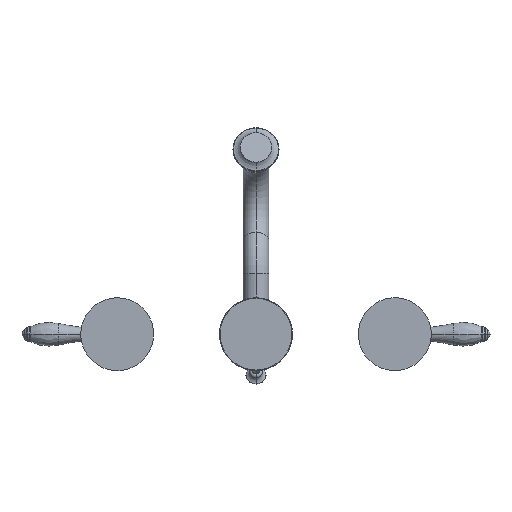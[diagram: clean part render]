
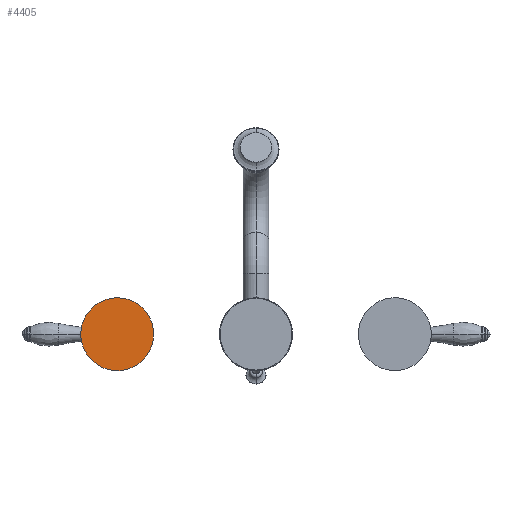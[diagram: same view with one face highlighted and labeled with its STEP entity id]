
A CAD part, front view. The second image highlights one B-rep face of the part: STEP entity #4405.
In plain terms, the highlighted planar face has unit normal (0, -1, 0).
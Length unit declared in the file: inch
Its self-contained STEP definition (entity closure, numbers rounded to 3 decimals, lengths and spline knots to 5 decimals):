
#3364=CARTESIAN_POINT('',(-4.,0.,0.));
#3365=DIRECTION('',(0.,-1.,0.));
#3366=DIRECTION('',(0.976,0.,-0.218));
#3367=AXIS2_PLACEMENT_3D('',#3364,#3365,#3366);
#3379=CARTESIAN_POINT('',(-4.,0.,0.));
#3380=DIRECTION('',(0.,1.,0.));
#3381=DIRECTION('',(0.976,0.,-0.218));
#3382=AXIS2_PLACEMENT_3D('',#3379,#3380,#3381);
#3576=CARTESIAN_POINT('',(-2.97529,0.,-0.22905));
#3577=CARTESIAN_POINT('',(-2.99233,0.,-0.29512));
#3578=VERTEX_POINT('',#3576);
#3579=VERTEX_POINT('',#3577);
#4395=CARTESIAN_POINT('',(-4.,0.,0.));
#4396=DIRECTION('',(0.,1.,0.));
#4397=DIRECTION('',(1.,0.,0.));
#4398=AXIS2_PLACEMENT_3D('',#4395,#4396,#4397);
#4399=PLANE('',#4398);
#4400=ORIENTED_EDGE('',*,*,#4381,.F.);
#4402=ORIENTED_EDGE('',*,*,#4401,.T.);
#4403=EDGE_LOOP('',(#4400,#4402));
#4404=FACE_OUTER_BOUND('',#4403,.F.);
#4405=ADVANCED_FACE('',(#4404),#4399,.F.);
#3368=CIRCLE('',#3367,1.05);
#3383=CIRCLE('',#3382,1.05);
#4381=EDGE_CURVE('',#3578,#3579,#3368,.T.);
#4401=EDGE_CURVE('',#3578,#3579,#3383,.T.);
